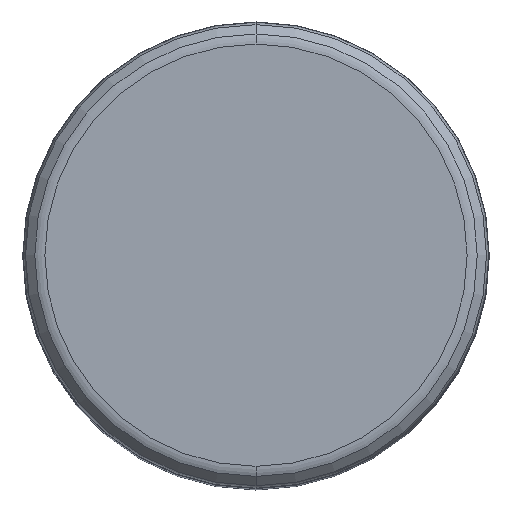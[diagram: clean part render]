
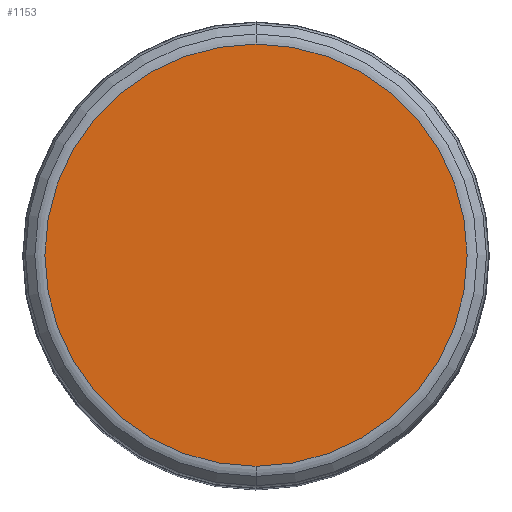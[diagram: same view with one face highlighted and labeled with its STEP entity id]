
A CAD part, top view. The second image highlights one B-rep face of the part: STEP entity #1153.
In plain terms, the highlighted planar face has unit normal (0, 0, 1).
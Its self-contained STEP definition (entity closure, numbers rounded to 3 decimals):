
#482=CARTESIAN_POINT('',(0.,0.,0.));
#483=DIRECTION('',(0.,0.,-1.));
#484=DIRECTION('',(0.,-1.,0.));
#485=AXIS2_PLACEMENT_3D('',#482,#483,#484);
#490=CARTESIAN_POINT('',(0.,0.,0.));
#491=DIRECTION('',(0.,0.,-1.));
#492=DIRECTION('',(0.,1.,0.));
#493=AXIS2_PLACEMENT_3D('',#490,#491,#492);
#685=CARTESIAN_POINT('',(0.,-14.478,0.));
#687=VERTEX_POINT('',#685);
#689=CARTESIAN_POINT('',(0.,14.478,0.));
#691=VERTEX_POINT('',#689);
#1144=CARTESIAN_POINT('',(0.,0.,0.));
#1145=DIRECTION('',(0.,0.,1.));
#1146=DIRECTION('',(-1.,0.,0.));
#1147=AXIS2_PLACEMENT_3D('',#1144,#1145,#1146);
#1148=PLANE('',#1147);
#1149=ORIENTED_EDGE('',*,*,#1097,.T.);
#1150=ORIENTED_EDGE('',*,*,#1123,.T.);
#1151=EDGE_LOOP('',(#1149,#1150));
#1152=FACE_OUTER_BOUND('',#1151,.F.);
#1153=ADVANCED_FACE('',(#1152),#1148,.T.);
#486=CIRCLE('',#485,14.478);
#494=CIRCLE('',#493,14.478);
#1097=EDGE_CURVE('',#687,#691,#486,.T.);
#1123=EDGE_CURVE('',#691,#687,#494,.T.);
